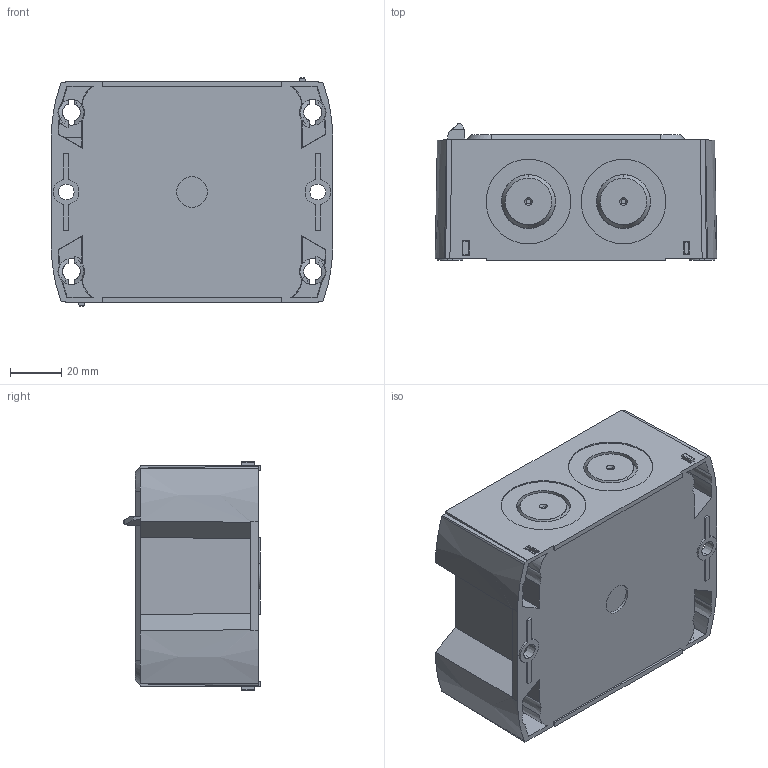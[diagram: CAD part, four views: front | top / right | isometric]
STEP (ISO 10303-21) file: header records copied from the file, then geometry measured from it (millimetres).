
FILE_DESCRIPTION (( 'STEP AP203' ), '1' );
FILE_NAME ('21514001055.step', '2025-08-20T19:17:45', ( '' ), ( '' ), 'SwSTEP 2.0', 'SolidWorks 2024', '' );
FILE_SCHEMA (( 'CONFIG_CONTROL_DESIGN' ));
Length unit declared in the file: millimetre
Products named in the file (1): 21514001055
Bounding box: 109.61 x 53.28 x 89 mm (x, y, z)
Volume: 112032.6 mm3; surface area: 89860.3 mm2
Topology: 17 solids, 17 shells, 2300 faces, 6082 edges, 3964 vertices
Faces by surface type: plane 1680, cylinder 367, cone 217, bspline 32, torus 4
Entity records: 72890 total; most frequent: CARTESIAN_POINT 15899, ORIENTED_EDGE 12140, DIRECTION 11226, EDGE_CURVE 6070, LINE 4542, VECTOR 4542, VERTEX_POINT 3962, AXIS2_PLACEMENT_3D 3342
